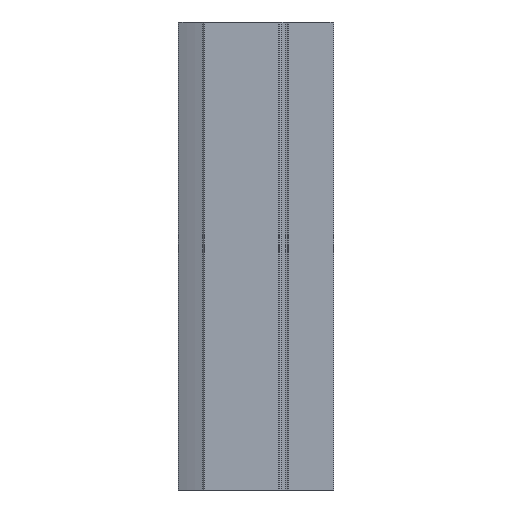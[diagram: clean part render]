
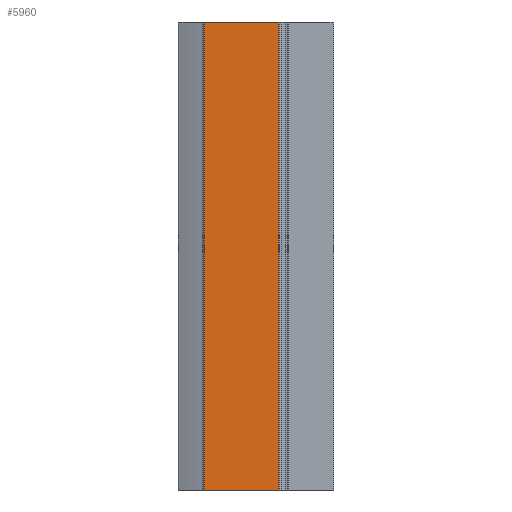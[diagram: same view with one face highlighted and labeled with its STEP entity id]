
A CAD part, front view. The second image highlights one B-rep face of the part: STEP entity #5960.
In plain terms, the highlighted planar face has unit normal (0, -1, 0).
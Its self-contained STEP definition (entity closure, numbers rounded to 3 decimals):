
#311=PLANE('',#6445);
#953=ORIENTED_EDGE('',*,*,#2465,.F.);
#954=ORIENTED_EDGE('',*,*,#2464,.F.);
#955=ORIENTED_EDGE('',*,*,#2466,.T.);
#956=ORIENTED_EDGE('',*,*,#2467,.T.);
#2464=EDGE_CURVE('',#3217,#3216,#3774,.T.);
#2465=EDGE_CURVE('',#3216,#3218,#3775,.T.);
#2466=EDGE_CURVE('',#3217,#3219,#3776,.T.);
#2467=EDGE_CURVE('',#3219,#3218,#3777,.T.);
#3216=VERTEX_POINT('',#9652);
#3217=VERTEX_POINT('',#9654);
#3218=VERTEX_POINT('',#9658);
#3219=VERTEX_POINT('',#9660);
#3774=LINE('',#9655,#4146);
#3775=LINE('',#9657,#4147);
#3776=LINE('',#9659,#4148);
#3777=LINE('',#9661,#4149);
#4146=VECTOR('',#7280,1000.);
#4147=VECTOR('',#7283,1000.);
#4148=VECTOR('',#7284,1000.);
#4149=VECTOR('',#7285,1000.);
#4529=EDGE_LOOP('',(#953,#954,#955,#956));
#5185=FACE_BOUND('',#4529,.T.);
#5960=ADVANCED_FACE('',(#5185),#311,.T.);
#6445=AXIS2_PLACEMENT_3D('',#9656,#7281,#7282);
#7280=DIRECTION('',(0.,0.,1.));
#7281=DIRECTION('',(0.,-1.,0.));
#7282=DIRECTION('',(0.,0.,-1.));
#7283=DIRECTION('',(1.,0.,0.));
#7284=DIRECTION('',(1.,0.,0.));
#7285=DIRECTION('',(0.,0.,1.));
#9652=CARTESIAN_POINT('',(-47.42,0.,0.));
#9654=CARTESIAN_POINT('',(-47.42,0.,-279.5));
#9655=CARTESIAN_POINT('',(-47.42,0.,-279.5));
#9656=CARTESIAN_POINT('',(-47.42,0.,-279.5));
#9657=CARTESIAN_POINT('',(-47.42,0.,0.));
#9658=CARTESIAN_POINT('',(-3.,0.,0.));
#9659=CARTESIAN_POINT('',(-47.42,0.,-279.5));
#9660=CARTESIAN_POINT('',(-3.,0.,-279.5));
#9661=CARTESIAN_POINT('',(-3.,0.,-279.5));
